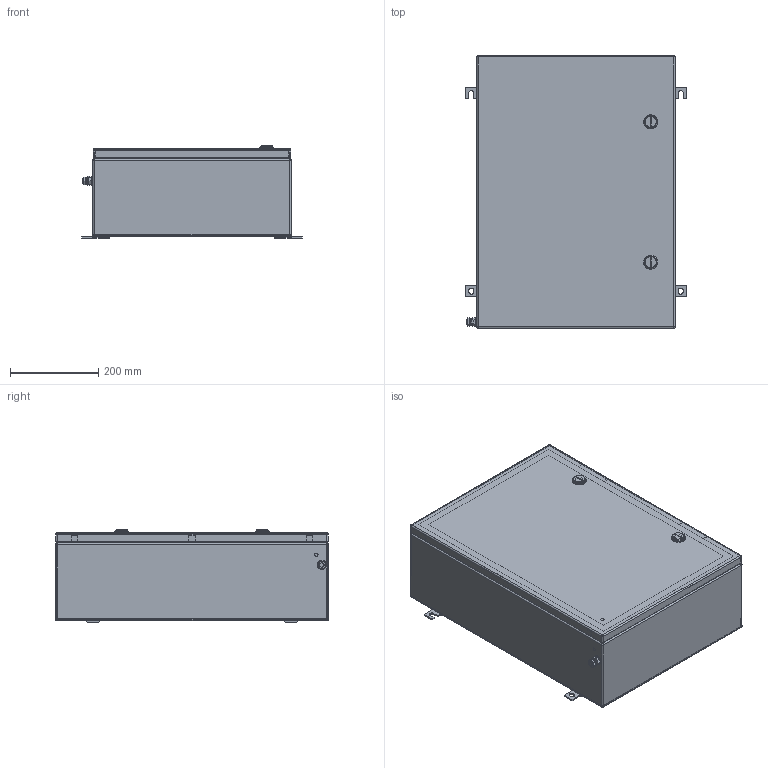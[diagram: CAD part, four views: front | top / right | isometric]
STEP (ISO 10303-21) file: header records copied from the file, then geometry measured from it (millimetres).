
FILE_DESCRIPTION(('CATIA V5 STEP Exchange','CAx-IF Rec.Pracs.--- Model Styling and Organization---1.4--- 2014-01-23'),'2;1');
FILE_NAME ('008844-7_3_1200720000_1200720000.stp','2019-09-23T09:15:50+00:00',('none'),('Weidmueller'),'CATIA Version 5-6 Release 2016 SP3 HF44','CATIA V5 STEP AP214','none');
FILE_SCHEMA(('AUTOMOTIVE_DESIGN { 1 0 10303 214 1 1 1 1 }'));
Length unit declared in the file: millimetre
Products named in the file (1): ZUB_KTB_QL_624520_0GP
Bounding box: 501 x 620 x 209.8 mm (x, y, z)
Volume: 1806935.2 mm3; surface area: 2279161 mm2
Topology: 53 solids, 55 shells, 1083 faces, 2528 edges, 1574 vertices
Faces by surface type: plane 537, cylinder 384, cone 108, sphere 24, torus 22, bspline 8
Entity records: 29420 total; most frequent: CARTESIAN_POINT 6050, ORIENTED_EDGE 4976, DIRECTION 3993, EDGE_CURVE 2488, AXIS2_PLACEMENT_3D 1672, VERTEX_POINT 1574, VECTOR 1480, LINE 1480
